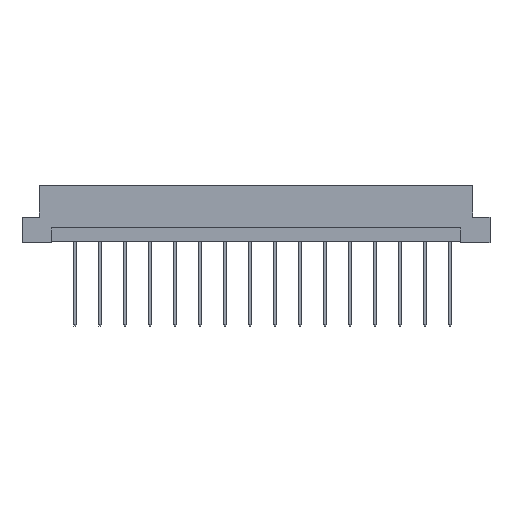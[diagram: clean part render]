
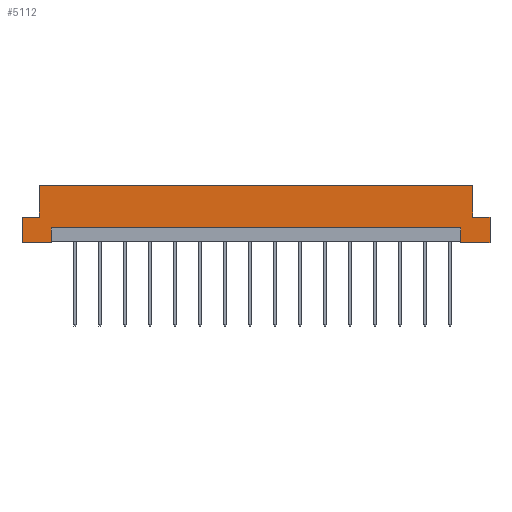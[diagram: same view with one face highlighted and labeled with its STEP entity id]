
A CAD part, front view. The second image highlights one B-rep face of the part: STEP entity #5112.
In plain terms, the highlighted planar face has unit normal (0, -1, 0).
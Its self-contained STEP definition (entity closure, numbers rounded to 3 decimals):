
#171 = LINE ( 'NONE', #3659, #1294 ) ;
#269 = ORIENTED_EDGE ( 'NONE', *, *, #5075, .F. ) ;
#549 = VERTEX_POINT ( 'NONE', #7638 ) ;
#551 = VERTEX_POINT ( 'NONE', #9379 ) ;
#614 = LINE ( 'NONE', #3981, #9011 ) ;
#651 = VECTOR ( 'NONE', #1282, 1000. ) ;
#811 = CARTESIAN_POINT ( 'NONE',  ( 47.5, -4.3, 0. ) ) ;
#827 = ORIENTED_EDGE ( 'NONE', *, *, #8943, .F. ) ;
#1282 = DIRECTION ( 'NONE',  ( 1., 0., 0. ) ) ;
#1294 = VECTOR ( 'NONE', #2633, 1000. ) ;
#1302 = DIRECTION ( 'NONE',  ( 0., 0., -1. ) ) ;
#1501 = ORIENTED_EDGE ( 'NONE', *, *, #3877, .T. ) ;
#1527 = CARTESIAN_POINT ( 'NONE',  ( 47.5, -4.3, 11.6 ) ) ;
#1766 = VECTOR ( 'NONE', #2273, 1000. ) ;
#1847 = ORIENTED_EDGE ( 'NONE', *, *, #10146, .F. ) ;
#2273 = DIRECTION ( 'NONE',  ( 1., 0., 0. ) ) ;
#2286 = LINE ( 'NONE', #4160, #6509 ) ;
#2343 = CARTESIAN_POINT ( 'NONE',  ( 44., -4.3, 11.6 ) ) ;
#2554 = DIRECTION ( 'NONE',  ( 0., 0., 1. ) ) ;
#2583 = VECTOR ( 'NONE', #5245, 1000. ) ;
#2633 = DIRECTION ( 'NONE',  ( 0., 0., 1. ) ) ;
#2721 = CARTESIAN_POINT ( 'NONE',  ( -47.5, -4.3, 11.6 ) ) ;
#2745 = VERTEX_POINT ( 'NONE', #2772 ) ;
#2772 = CARTESIAN_POINT ( 'NONE',  ( 47.5, -4.3, 5.2 ) ) ;
#2819 = CARTESIAN_POINT ( 'NONE',  ( -47.5, -4.3, 5.2 ) ) ;
#2850 = VERTEX_POINT ( 'NONE', #2882 ) ;
#2873 = EDGE_CURVE ( 'NONE', #10141, #9135, #9994, .T. ) ;
#2882 = CARTESIAN_POINT ( 'NONE',  ( 41.6, -4.3, 0. ) ) ;
#3074 = CARTESIAN_POINT ( 'NONE',  ( -44., -4.3, 11.6 ) ) ;
#3302 = LINE ( 'NONE', #11270, #4040 ) ;
#3413 = CARTESIAN_POINT ( 'NONE',  ( 44., -4.3, 5.2 ) ) ;
#3418 = EDGE_CURVE ( 'NONE', #6308, #9135, #2286, .T. ) ;
#3431 = CARTESIAN_POINT ( 'NONE',  ( 47.5, -4.3, 11.6 ) ) ;
#3473 = ORIENTED_EDGE ( 'NONE', *, *, #5241, .T. ) ;
#3542 = CARTESIAN_POINT ( 'NONE',  ( 41.6, -4.3, 3. ) ) ;
#3594 = ORIENTED_EDGE ( 'NONE', *, *, #5192, .F. ) ;
#3659 = CARTESIAN_POINT ( 'NONE',  ( -44., -4.3, 5.2 ) ) ;
#3662 = VERTEX_POINT ( 'NONE', #9222 ) ;
#3853 = VECTOR ( 'NONE', #9366, 1000. ) ;
#3868 = ORIENTED_EDGE ( 'NONE', *, *, #5507, .T. ) ;
#3877 = EDGE_CURVE ( 'NONE', #9013, #549, #9494, .T. ) ;
#3981 = CARTESIAN_POINT ( 'NONE',  ( -41.6, -4.3, 0.2 ) ) ;
#4040 = VECTOR ( 'NONE', #2554, 1000. ) ;
#4123 = LINE ( 'NONE', #3431, #3853 ) ;
#4160 = CARTESIAN_POINT ( 'NONE',  ( 44., -4.3, 5.2 ) ) ;
#4248 = DIRECTION ( 'NONE',  ( 1., 0., 0. ) ) ;
#4749 = VERTEX_POINT ( 'NONE', #4883 ) ;
#4883 = CARTESIAN_POINT ( 'NONE',  ( -44., -4.3, 5.2 ) ) ;
#4934 = ORIENTED_EDGE ( 'NONE', *, *, #3418, .T. ) ;
#4942 = VERTEX_POINT ( 'NONE', #3542 ) ;
#5075 = EDGE_CURVE ( 'NONE', #6308, #2745, #8021, .T. ) ;
#5112 = ADVANCED_FACE ( 'NONE', ( #11155 ), #11220, .F. ) ;
#5192 = EDGE_CURVE ( 'NONE', #2850, #4942, #3302, .T. ) ;
#5198 = ORIENTED_EDGE ( 'NONE', *, *, #8794, .T. ) ;
#5241 = EDGE_CURVE ( 'NONE', #8362, #9013, #7822, .T. ) ;
#5245 = DIRECTION ( 'NONE',  ( 0., 0., -1. ) ) ;
#5334 = VECTOR ( 'NONE', #9859, 1000. ) ;
#5484 = ORIENTED_EDGE ( 'NONE', *, *, #8737, .F. ) ;
#5507 = EDGE_CURVE ( 'NONE', #3662, #4942, #7630, .T. ) ;
#5635 = CARTESIAN_POINT ( 'NONE',  ( 47.5, -4.3, 11.6 ) ) ;
#5876 = CARTESIAN_POINT ( 'NONE',  ( 47.5, -4.3, 0. ) ) ;
#6016 = LINE ( 'NONE', #811, #8072 ) ;
#6308 = VERTEX_POINT ( 'NONE', #3413 ) ;
#6365 = LINE ( 'NONE', #2819, #10597 ) ;
#6509 = VECTOR ( 'NONE', #8650, 1000. ) ;
#6727 = DIRECTION ( 'NONE',  ( 0., 1., 0. ) ) ;
#7152 = ORIENTED_EDGE ( 'NONE', *, *, #8416, .F. ) ;
#7214 = CARTESIAN_POINT ( 'NONE',  ( 47.5, -4.3, 5.2 ) ) ;
#7272 = CARTESIAN_POINT ( 'NONE',  ( -47.5, -4.3, 0. ) ) ;
#7345 = AXIS2_PLACEMENT_3D ( 'NONE', #1527, #6727, #8575 ) ;
#7630 = LINE ( 'NONE', #7688, #7717 ) ;
#7638 = CARTESIAN_POINT ( 'NONE',  ( -41.6, -4.3, 0. ) ) ;
#7688 = CARTESIAN_POINT ( 'NONE',  ( -41.6, -4.3, 3. ) ) ;
#7717 = VECTOR ( 'NONE', #4248, 1000. ) ;
#7822 = LINE ( 'NONE', #2721, #2583 ) ;
#7932 = DIRECTION ( 'NONE',  ( 1., 0., 0. ) ) ;
#8021 = LINE ( 'NONE', #7214, #5334 ) ;
#8072 = VECTOR ( 'NONE', #11298, 1000. ) ;
#8362 = VERTEX_POINT ( 'NONE', #11085 ) ;
#8416 = EDGE_CURVE ( 'NONE', #8362, #4749, #6365, .T. ) ;
#8575 = DIRECTION ( 'NONE',  ( -1., 0., 0. ) ) ;
#8650 = DIRECTION ( 'NONE',  ( 0., 0., 1. ) ) ;
#8737 = EDGE_CURVE ( 'NONE', #2745, #551, #4123, .T. ) ;
#8794 = EDGE_CURVE ( 'NONE', #2850, #551, #6016, .T. ) ;
#8943 = EDGE_CURVE ( 'NONE', #4749, #10141, #171, .T. ) ;
#9011 = VECTOR ( 'NONE', #1302, 1000. ) ;
#9013 = VERTEX_POINT ( 'NONE', #7272 ) ;
#9135 = VERTEX_POINT ( 'NONE', #2343 ) ;
#9222 = CARTESIAN_POINT ( 'NONE',  ( -41.6, -4.3, 3. ) ) ;
#9366 = DIRECTION ( 'NONE',  ( 0., 0., -1. ) ) ;
#9379 = CARTESIAN_POINT ( 'NONE',  ( 47.5, -4.3, 0. ) ) ;
#9494 = LINE ( 'NONE', #5876, #1766 ) ;
#9859 = DIRECTION ( 'NONE',  ( 1., 0., 0. ) ) ;
#9994 = LINE ( 'NONE', #5635, #651 ) ;
#10141 = VERTEX_POINT ( 'NONE', #3074 ) ;
#10146 = EDGE_CURVE ( 'NONE', #3662, #549, #614, .T. ) ;
#10282 = ORIENTED_EDGE ( 'NONE', *, *, #2873, .F. ) ;
#10528 = EDGE_LOOP ( 'NONE', ( #3868, #3594, #5198, #5484, #269, #4934, #10282, #827, #7152, #3473, #1501, #1847 ) ) ;
#10597 = VECTOR ( 'NONE', #7932, 1000. ) ;
#11085 = CARTESIAN_POINT ( 'NONE',  ( -47.5, -4.3, 5.2 ) ) ;
#11155 = FACE_OUTER_BOUND ( 'NONE', #10528, .T. ) ;
#11220 = PLANE ( 'NONE',  #7345 ) ;
#11270 = CARTESIAN_POINT ( 'NONE',  ( 41.6, -4.3, 0.2 ) ) ;
#11298 = DIRECTION ( 'NONE',  ( 1., 0., 0. ) ) ;
